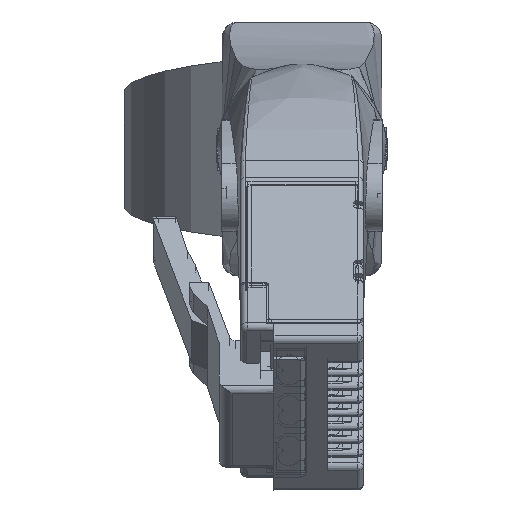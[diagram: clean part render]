
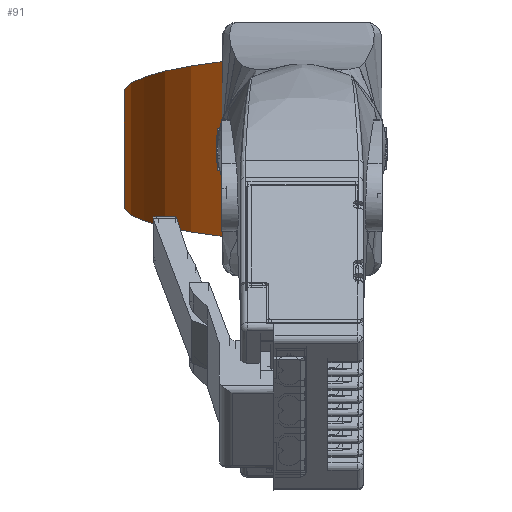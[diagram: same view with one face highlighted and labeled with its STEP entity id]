
A CAD part, left-side view. The second image highlights one B-rep face of the part: STEP entity #91.
In plain terms, the highlighted cylindrical face has radius 13.208 mm (diameter 26.416 mm), a partial arc.
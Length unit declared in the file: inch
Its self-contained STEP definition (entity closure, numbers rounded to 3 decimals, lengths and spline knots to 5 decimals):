
#91 = ADVANCED_FACE ( 'NONE', ( #9953 ), #9972, .T. ) ;
#5030 = AXIS2_PLACEMENT_3D ( 'NONE', #27662, #27667, #27672 ) ;
#6157 = VERTEX_POINT ( 'NONE', #37796 ) ;
#9953 = FACE_OUTER_BOUND ( 'NONE', #22248, .T. ) ;
#9972 = CYLINDRICAL_SURFACE ( 'NONE', #5030, 0.52 ) ;
#11819 = CARTESIAN_POINT ( 'NONE',  ( 0.185, 0.169, 0. ) ) ;
#12556 = VERTEX_POINT ( 'NONE', #45246 ) ;
#15109 = LINE ( 'NONE', #33293, #15114 ) ;
#15114 = VECTOR ( 'NONE', #33312, 39.37008 ) ;
#15120 = LINE ( 'NONE', #41306, #15122 ) ;
#15122 = VECTOR ( 'NONE', #41310, 39.37008 ) ;
#22248 = EDGE_LOOP ( 'NONE', ( #58978, #58976, #58974, #58972 ) ) ;
#27662 = CARTESIAN_POINT ( 'NONE',  ( 0.185, -0.14312, 0.41591 ) ) ;
#27667 = DIRECTION ( 'NONE',  ( -1., 0., 0. ) ) ;
#27672 = DIRECTION ( 'NONE',  ( 0., 0., 1. ) ) ;
#32599 =( BOUNDED_CURVE ( )  B_SPLINE_CURVE ( 3, ( #41305, #41299, #41307, #41308 ),
 .UNSPECIFIED., .F., .F. ) 
 B_SPLINE_CURVE_WITH_KNOTS ( ( 4, 4 ),
 ( 4.60613, 5.63939 ),
 .UNSPECIFIED. ) 
 CURVE ( )  GEOMETRIC_REPRESENTATION_ITEM ( )  RATIONAL_B_SPLINE_CURVE ( ( 1., 0.913, 0.913, 1. ) ) 
 REPRESENTATION_ITEM ( '' )  );
#32601 =( BOUNDED_CURVE ( )  B_SPLINE_CURVE ( 3, ( #41309, #41301, #41313, #41314 ),
 .UNSPECIFIED., .F., .F. ) 
 B_SPLINE_CURVE_WITH_KNOTS ( ( 4, 4 ),
 ( 3.78539, 4.81865 ),
 .UNSPECIFIED. ) 
 CURVE ( )  GEOMETRIC_REPRESENTATION_ITEM ( )  RATIONAL_B_SPLINE_CURVE ( ( 1., 0.913, 0.913, 1. ) ) 
 REPRESENTATION_ITEM ( '' )  );
#33293 = CARTESIAN_POINT ( 'NONE',  ( -0.269, 0.169, 0. ) ) ;
#33312 = DIRECTION ( 'NONE',  ( -1., 0., 0. ) ) ;
#37796 = CARTESIAN_POINT ( 'NONE',  ( 0.1114, 0.37394, 0.47106 ) ) ;
#39855 = VERTEX_POINT ( 'NONE', #11819 ) ;
#41299 = CARTESIAN_POINT ( 'NONE',  ( -0.14054, 0.39384, 0.28456 ) ) ;
#41301 = CARTESIAN_POINT ( 'NONE',  ( 0.16741, 0.31901, 0.11258 ) ) ;
#41305 = CARTESIAN_POINT ( 'NONE',  ( -0.1114, 0.37394, 0.47106 ) ) ;
#41306 = CARTESIAN_POINT ( 'NONE',  ( 0.185, 0.37394, 0.47106 ) ) ;
#41307 = CARTESIAN_POINT ( 'NONE',  ( -0.16741, 0.31901, 0.11258 ) ) ;
#41308 = CARTESIAN_POINT ( 'NONE',  ( -0.185, 0.169, 0. ) ) ;
#41309 = CARTESIAN_POINT ( 'NONE',  ( 0.185, 0.169, 0. ) ) ;
#41310 = DIRECTION ( 'NONE',  ( -1., 0., 0. ) ) ;
#41313 = CARTESIAN_POINT ( 'NONE',  ( 0.14054, 0.39384, 0.28456 ) ) ;
#41314 = CARTESIAN_POINT ( 'NONE',  ( 0.1114, 0.37394, 0.47106 ) ) ;
#45246 = CARTESIAN_POINT ( 'NONE',  ( -0.185, 0.169, 0. ) ) ;
#49545 = EDGE_CURVE ( 'NONE', #39855, #12556, #15109, .T. ) ;
#49619 = EDGE_CURVE ( 'NONE', #62147, #12556, #32599, .T. ) ;
#49620 = EDGE_CURVE ( 'NONE', #6157, #62147, #15120, .T. ) ;
#49621 = EDGE_CURVE ( 'NONE', #39855, #6157, #32601, .T. ) ;
#58313 = CARTESIAN_POINT ( 'NONE',  ( -0.1114, 0.37394, 0.47106 ) ) ;
#58972 = ORIENTED_EDGE ( 'NONE', *, *, #49545, .T. ) ;
#58974 = ORIENTED_EDGE ( 'NONE', *, *, #49621, .F. ) ;
#58976 = ORIENTED_EDGE ( 'NONE', *, *, #49620, .F. ) ;
#58978 = ORIENTED_EDGE ( 'NONE', *, *, #49619, .F. ) ;
#62147 = VERTEX_POINT ( 'NONE', #58313 ) ;
